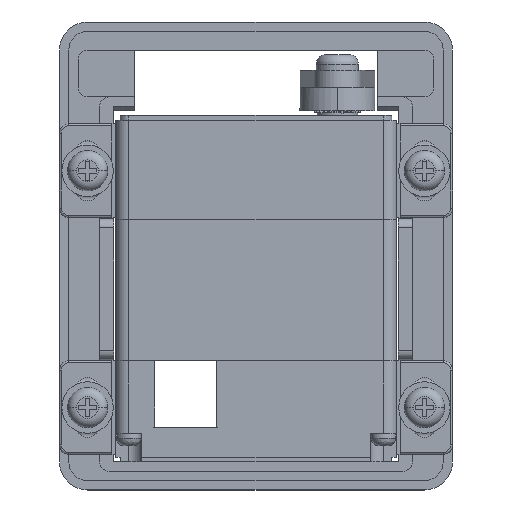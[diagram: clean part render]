
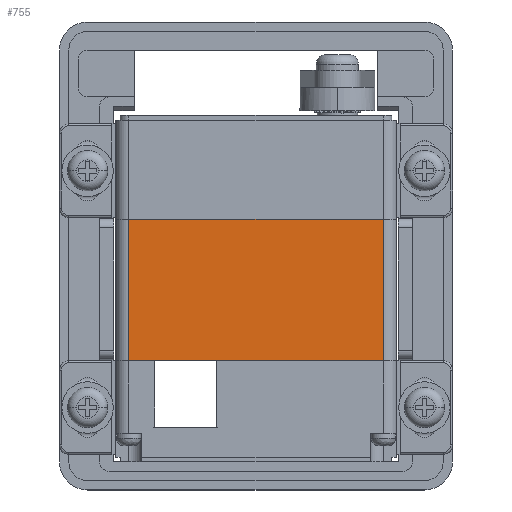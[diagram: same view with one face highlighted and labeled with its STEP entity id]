
A CAD part, top view. The second image highlights one B-rep face of the part: STEP entity #755.
In plain terms, the highlighted planar face has unit normal (0, 0, 1).
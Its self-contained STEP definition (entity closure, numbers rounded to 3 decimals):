
#400=DIRECTION('',(-1.,0.,0.));
#401=VECTOR('',#400,27.2);
#402=CARTESIAN_POINT('',(13.6,0.,5.));
#403=LINE('',#402,#401);
#407=DIRECTION('',(0.,-1.,0.));
#408=VECTOR('',#407,15.1);
#409=CARTESIAN_POINT('',(-13.6,15.1,5.));
#410=LINE('',#409,#408);
#414=DIRECTION('',(1.,0.,0.));
#415=VECTOR('',#414,27.2);
#416=CARTESIAN_POINT('',(-13.6,15.1,5.));
#417=LINE('',#416,#415);
#421=DIRECTION('',(0.,-1.,0.));
#422=VECTOR('',#421,15.1);
#423=CARTESIAN_POINT('',(13.6,15.1,5.));
#424=LINE('',#423,#422);
#479=CARTESIAN_POINT('',(13.6,0.,5.));
#481=VERTEX_POINT('',#479);
#490=CARTESIAN_POINT('',(-13.6,0.,5.));
#492=VERTEX_POINT('',#490);
#498=CARTESIAN_POINT('',(-13.6,15.1,5.));
#499=CARTESIAN_POINT('',(13.6,15.1,5.));
#500=VERTEX_POINT('',#498);
#501=VERTEX_POINT('',#499);
#743=CARTESIAN_POINT('',(-15.,0.,5.));
#744=DIRECTION('',(0.,0.,1.));
#745=DIRECTION('',(1.,0.,0.));
#746=AXIS2_PLACEMENT_3D('',#743,#744,#745);
#747=PLANE('',#746);
#748=ORIENTED_EDGE('',*,*,#551,.T.);
#750=ORIENTED_EDGE('',*,*,#749,.F.);
#751=ORIENTED_EDGE('',*,*,#635,.T.);
#752=ORIENTED_EDGE('',*,*,#738,.T.);
#753=EDGE_LOOP('',(#748,#750,#751,#752));
#754=FACE_OUTER_BOUND('',#753,.F.);
#755=ADVANCED_FACE('',(#754),#747,.T.);
#551=EDGE_CURVE('',#481,#492,#403,.T.);
#635=EDGE_CURVE('',#500,#501,#417,.T.);
#738=EDGE_CURVE('',#501,#481,#424,.T.);
#749=EDGE_CURVE('',#500,#492,#410,.T.);
